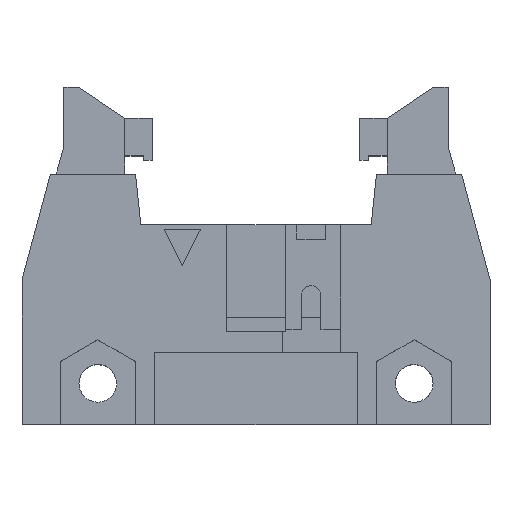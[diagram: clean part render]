
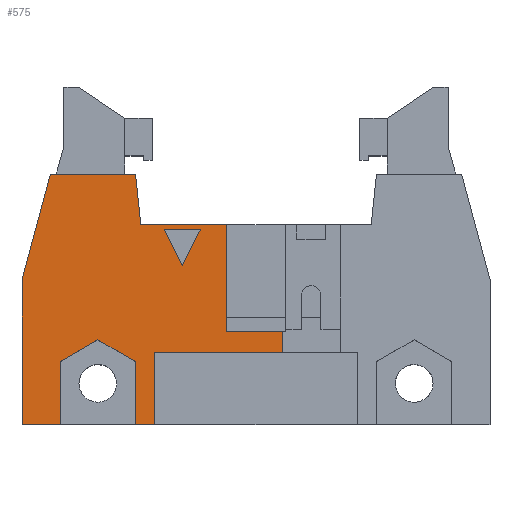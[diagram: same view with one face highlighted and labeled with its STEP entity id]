
A CAD part, top view. The second image highlights one B-rep face of the part: STEP entity #575.
In plain terms, the highlighted free-form (B-spline) face has degree [1, 1] with [2, 2] control points.
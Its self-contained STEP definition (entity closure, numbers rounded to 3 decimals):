
#575=ADVANCED_FACE('F140',(#1241,#1242),#1243,.T.);
#1241=FACE_OUTER_BOUND('',#2581,.T.);
#1242=FACE_BOUND('',#2582,.T.);
#1243=B_SPLINE_SURFACE_WITH_KNOTS('',1,1,((#2583,#2584),(#2585,#2586)),.UNSPECIFIED.,.F.,.F.,.F.,(2,2),(2,2),(0.045,0.551),(0.045,0.955),.UNSPECIFIED.);
#2581=EDGE_LOOP('',(#3866,#3867,#3868,#3869,#3870,#3871,#3872,#3873,#3874,#3875,#3876,#3877,#3878,#3879,#3880,#3881));
#2582=EDGE_LOOP('',(#3882,#3883,#3884));
#2583=CARTESIAN_POINT('',(-31.575,2.589,8.5));
#2584=CARTESIAN_POINT('',(-31.575,19.891,8.5));
#2585=CARTESIAN_POINT('',(-13.611,2.589,8.5));
#2586=CARTESIAN_POINT('',(-13.611,19.891,8.5));
#3866=ORIENTED_EDGE('',*,*,#4331,.T.);
#3867=ORIENTED_EDGE('',*,*,#4328,.T.);
#3868=ORIENTED_EDGE('',*,*,#4242,.T.);
#3869=ORIENTED_EDGE('',*,*,#4034,.F.);
#3870=ORIENTED_EDGE('',*,*,#4029,.F.);
#3871=ORIENTED_EDGE('',*,*,#4252,.F.);
#3872=ORIENTED_EDGE('',*,*,#4256,.F.);
#3873=ORIENTED_EDGE('',*,*,#4260,.F.);
#3874=ORIENTED_EDGE('',*,*,#4282,.F.);
#3875=ORIENTED_EDGE('',*,*,#3951,.T.);
#3876=ORIENTED_EDGE('',*,*,#3955,.T.);
#3877=ORIENTED_EDGE('',*,*,#3959,.T.);
#3878=ORIENTED_EDGE('',*,*,#3963,.T.);
#3879=ORIENTED_EDGE('',*,*,#4281,.F.);
#3880=ORIENTED_EDGE('',*,*,#4284,.T.);
#3881=ORIENTED_EDGE('',*,*,#4288,.T.);
#3882=ORIENTED_EDGE('',*,*,#3918,.T.);
#3883=ORIENTED_EDGE('',*,*,#3908,.T.);
#3884=ORIENTED_EDGE('',*,*,#3913,.T.);
#3908=EDGE_CURVE('E369',#4374,#4372,#4375,.T.);
#3913=EDGE_CURVE('E371',#4372,#4380,#4383,.T.);
#3918=EDGE_CURVE('E367',#4380,#4374,#4388,.T.);
#3951=EDGE_CURVE('E217',#4419,#4423,#4425,.T.);
#3955=EDGE_CURVE('E220',#4423,#4429,#4431,.T.);
#3959=EDGE_CURVE('E223',#4429,#4435,#4437,.T.);
#3963=EDGE_CURVE('E226',#4435,#4441,#4443,.T.);
#4029=EDGE_CURVE('E243',#4536,#4538,#4539,.T.);
#4034=EDGE_CURVE('E252',#4538,#4542,#4546,.T.);
#4242=EDGE_CURVE('E279',#4842,#4542,#4843,.T.);
#4252=EDGE_CURVE('E362',#4854,#4536,#4856,.T.);
#4256=EDGE_CURVE('E239',#4860,#4854,#4862,.T.);
#4260=EDGE_CURVE('E237',#4866,#4860,#4868,.T.);
#4281=EDGE_CURVE('E32',#4896,#4441,#4898,.T.);
#4282=EDGE_CURVE('E36',#4419,#4866,#4899,.T.);
#4284=EDGE_CURVE('E274',#4896,#4901,#4902,.T.);
#4288=EDGE_CURVE('E188',#4901,#4905,#4908,.T.);
#4328=EDGE_CURVE('E189',#4963,#4842,#4964,.T.);
#4331=EDGE_CURVE('E169',#4905,#4963,#4967,.T.);
#4372=VERTEX_POINT('V244',#5132);
#4374=VERTEX_POINT('V243',#5135);
#4375=B_SPLINE_CURVE_WITH_KNOTS('',1,(#5136,#5137),.UNSPECIFIED.,.F.,.F.,(2,2),(0.0,9.317),.UNSPECIFIED.);
#4380=VERTEX_POINT('V242',#5144);
#4383=B_SPLINE_CURVE_WITH_KNOTS('',1,(#5148,#5149),.UNSPECIFIED.,.F.,.F.,(2,2),(0.0,9.317),.UNSPECIFIED.);
#4388=B_SPLINE_CURVE_WITH_KNOTS('',1,(#5156,#5157),.UNSPECIFIED.,.F.,.F.,(2,2),(0.0,8.333),.UNSPECIFIED.);
#4419=VERTEX_POINT('V35',#5232);
#4423=VERTEX_POINT('V158',#5238);
#4425=B_SPLINE_CURVE_WITH_KNOTS('',1,(#5241,#5242),.UNSPECIFIED.,.F.,.F.,(2,2),(0.0,2.562),.UNSPECIFIED.);
#4429=VERTEX_POINT('V160',#5247);
#4431=B_SPLINE_CURVE_WITH_KNOTS('',1,(#5250,#5251),.UNSPECIFIED.,.F.,.F.,(2,2),(0.0,1.766),.UNSPECIFIED.);
#4435=VERTEX_POINT('V162',#5256);
#4437=B_SPLINE_CURVE_WITH_KNOTS('',1,(#5259,#5260),.UNSPECIFIED.,.F.,.F.,(2,2),(0.0,1.766),.UNSPECIFIED.);
#4441=VERTEX_POINT('V32',#5265);
#4443=B_SPLINE_CURVE_WITH_KNOTS('',1,(#5268,#5269),.UNSPECIFIED.,.F.,.F.,(2,2),(0.0,2.562),.UNSPECIFIED.);
#4536=VERTEX_POINT('V171',#5427);
#4538=VERTEX_POINT('V172',#5430);
#4539=B_SPLINE_CURVE_WITH_KNOTS('',1,(#5431,#5432),.UNSPECIFIED.,.F.,.F.,(2,2),(0.0,1.0),.UNSPECIFIED.);
#4542=VERTEX_POINT('V176',#5436);
#4546=B_SPLINE_CURVE_WITH_KNOTS('',1,(#5442,#5443),.UNSPECIFIED.,.F.,.F.,(2,2),(0.0,0.694),.UNSPECIFIED.);
#4842=VERTEX_POINT('V140',#5904);
#4843=B_SPLINE_CURVE_WITH_KNOTS('',1,(#5905,#5906),.UNSPECIFIED.,.F.,.F.,(2,2),(0.0,3.7),.UNSPECIFIED.);
#4854=VERTEX_POINT('V168',#5922);
#4856=B_SPLINE_CURVE_WITH_KNOTS('',1,(#5925,#5926),.UNSPECIFIED.,.F.,.F.,(2,2),(0.0,1.0),.UNSPECIFIED.);
#4860=VERTEX_POINT('V167',#5931);
#4862=B_SPLINE_CURVE_WITH_KNOTS('',1,(#5934,#5935),.UNSPECIFIED.,.F.,.F.,(2,2),(0.0,1.0),.UNSPECIFIED.);
#4866=VERTEX_POINT('V36',#5940);
#4868=B_SPLINE_CURVE_WITH_KNOTS('',1,(#5943,#5944),.UNSPECIFIED.,.F.,.F.,(2,2),(0.0,1.176),.UNSPECIFIED.);
#4896=VERTEX_POINT('V31',#5985);
#4898=B_SPLINE_CURVE_WITH_KNOTS('',1,(#5988,#5989),.UNSPECIFIED.,.F.,.F.,(2,2),(2.724,2.879),.UNSPECIFIED.);
#4899=B_SPLINE_CURVE_WITH_KNOTS('',1,(#5990,#5991),.UNSPECIFIED.,.F.,.F.,(2,2),(3.491,3.8),.UNSPECIFIED.);
#4901=VERTEX_POINT('V139',#5993);
#4902=B_SPLINE_CURVE_WITH_KNOTS('',1,(#5994,#5995),.UNSPECIFIED.,.F.,.F.,(2,2),(0.0,4.167),.UNSPECIFIED.);
#4905=VERTEX_POINT('V128',#5999);
#4908=B_SPLINE_CURVE_WITH_KNOTS('',1,(#6003,#6004),.UNSPECIFIED.,.F.,.F.,(2,2),(0.0,1.762),.UNSPECIFIED.);
#4963=VERTEX_POINT('V127',#6107);
#4964=B_SPLINE_CURVE_WITH_KNOTS('',1,(#6108,#6109),.UNSPECIFIED.,.F.,.F.,(2,2),(0.059,1.0),.UNSPECIFIED.);
#4967=B_SPLINE_CURVE_WITH_KNOTS('',1,(#6113,#6114),.UNSPECIFIED.,.F.,.F.,(2,2),(1.85,2.2),.UNSPECIFIED.);
#5132=CARTESIAN_POINT('',(-20.503,13.59,8.5));
#5135=CARTESIAN_POINT('',(-19.253,16.09,8.5));
#5136=CARTESIAN_POINT('',(-19.253,16.09,8.5));
#5137=CARTESIAN_POINT('',(-20.503,13.59,8.5));
#5144=CARTESIAN_POINT('',(-21.753,16.09,8.5));
#5148=CARTESIAN_POINT('',(-20.503,13.59,8.5));
#5149=CARTESIAN_POINT('',(-21.753,16.09,8.5));
#5156=CARTESIAN_POINT('',(-21.753,16.09,8.5));
#5157=CARTESIAN_POINT('',(-19.253,16.09,8.5));
#5232=CARTESIAN_POINT('',(-28.943,2.59,8.5));
#5238=CARTESIAN_POINT('',(-28.943,6.945,8.5));
#5241=CARTESIAN_POINT('',(-28.943,2.59,8.5));
#5242=CARTESIAN_POINT('',(-28.943,6.945,8.5));
#5247=CARTESIAN_POINT('',(-26.343,8.446,8.5));
#5250=CARTESIAN_POINT('',(-28.943,6.945,8.5));
#5251=CARTESIAN_POINT('',(-26.343,8.446,8.5));
#5256=CARTESIAN_POINT('',(-23.743,6.945,8.5));
#5259=CARTESIAN_POINT('',(-26.343,8.446,8.5));
#5260=CARTESIAN_POINT('',(-23.743,6.945,8.5));
#5265=CARTESIAN_POINT('',(-23.743,2.59,8.5));
#5268=CARTESIAN_POINT('',(-23.743,6.945,8.5));
#5269=CARTESIAN_POINT('',(-23.743,2.59,8.5));
#5427=CARTESIAN_POINT('',(-23.738,19.89,8.5));
#5430=CARTESIAN_POINT('',(-23.374,16.39,8.5));
#5431=CARTESIAN_POINT('',(-23.738,19.89,8.5));
#5432=CARTESIAN_POINT('',(-23.374,16.39,8.5));
#5436=CARTESIAN_POINT('',(-17.473,16.39,8.5));
#5442=CARTESIAN_POINT('',(-23.374,16.39,8.5));
#5443=CARTESIAN_POINT('',(-17.473,16.39,8.5));
#5904=CARTESIAN_POINT('',(-17.473,8.99,8.5));
#5905=CARTESIAN_POINT('',(-17.473,8.99,8.5));
#5906=CARTESIAN_POINT('',(-17.473,16.39,8.5));
#5922=CARTESIAN_POINT('',(-29.617,19.89,8.5));
#5925=CARTESIAN_POINT('',(-29.617,19.89,8.5));
#5926=CARTESIAN_POINT('',(-23.738,19.89,8.5));
#5931=CARTESIAN_POINT('',(-31.573,12.59,8.5));
#5934=CARTESIAN_POINT('',(-31.573,12.59,8.5));
#5935=CARTESIAN_POINT('',(-29.617,19.89,8.5));
#5940=CARTESIAN_POINT('',(-31.573,2.59,8.5));
#5943=CARTESIAN_POINT('',(-31.573,2.59,8.5));
#5944=CARTESIAN_POINT('',(-31.573,12.59,8.5));
#5985=CARTESIAN_POINT('',(-22.423,2.59,8.5));
#5988=CARTESIAN_POINT('',(-22.423,2.59,8.5));
#5989=CARTESIAN_POINT('',(-23.743,2.59,8.5));
#5990=CARTESIAN_POINT('',(-28.943,2.59,8.5));
#5991=CARTESIAN_POINT('',(-31.573,2.59,8.5));
#5993=CARTESIAN_POINT('',(-22.423,7.59,8.5));
#5994=CARTESIAN_POINT('',(-22.423,2.59,8.5));
#5995=CARTESIAN_POINT('',(-22.423,7.59,8.5));
#5999=CARTESIAN_POINT('',(-13.613,7.59,8.5));
#6003=CARTESIAN_POINT('',(-22.423,7.59,8.5));
#6004=CARTESIAN_POINT('',(-13.613,7.59,8.5));
#6107=CARTESIAN_POINT('',(-13.613,8.99,8.5));
#6108=CARTESIAN_POINT('',(-13.613,8.99,8.5));
#6109=CARTESIAN_POINT('',(-17.473,8.99,8.5));
#6113=CARTESIAN_POINT('',(-13.613,7.59,8.5));
#6114=CARTESIAN_POINT('',(-13.613,8.99,8.5));
